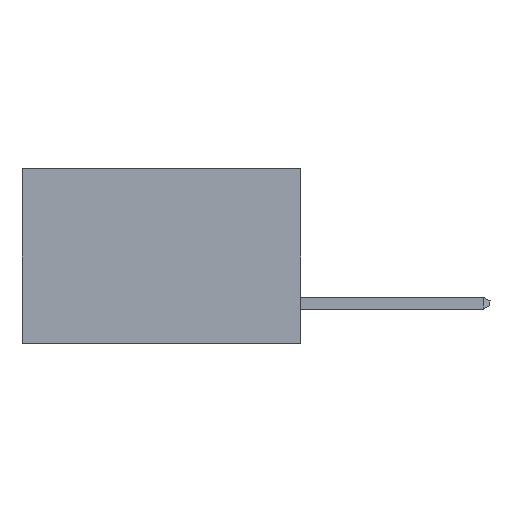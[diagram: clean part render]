
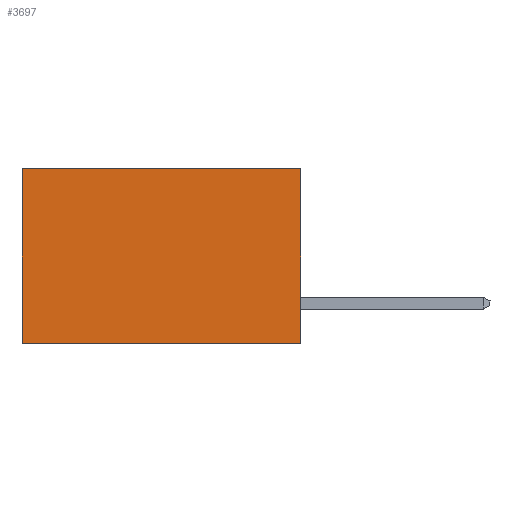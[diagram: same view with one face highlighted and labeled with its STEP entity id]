
A CAD part, left-side view. The second image highlights one B-rep face of the part: STEP entity #3697.
In plain terms, the highlighted planar face has unit normal (-1, 0, 0).
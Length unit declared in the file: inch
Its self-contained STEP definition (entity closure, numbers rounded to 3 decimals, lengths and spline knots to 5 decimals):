
#307 = CARTESIAN_POINT ( 'NONE',  ( 0.277, 0.59, -0.37 ) ) ;
#414 = EDGE_CURVE ( 'NONE', #2230, #636, #927, .T. ) ;
#472 = DIRECTION ( 'NONE',  ( 0., 1., 0. ) ) ;
#636 = VERTEX_POINT ( 'NONE', #7876 ) ;
#927 = LINE ( 'NONE', #6349, #4600 ) ;
#1192 = CARTESIAN_POINT ( 'NONE',  ( 0.277, 0., -0.37 ) ) ;
#1372 = ORIENTED_EDGE ( 'NONE', *, *, #414, .F. ) ;
#1535 = EDGE_CURVE ( 'NONE', #2230, #6923, #5626, .T. ) ;
#1670 = ORIENTED_EDGE ( 'NONE', *, *, #5726, .T. ) ;
#1738 = VECTOR ( 'NONE', #7508, 39.37008 ) ;
#1753 = FACE_OUTER_BOUND ( 'NONE', #2325, .T. ) ;
#1836 = AXIS2_PLACEMENT_3D ( 'NONE', #7597, #7559, #7536 ) ;
#2230 = VERTEX_POINT ( 'NONE', #6767 ) ;
#2239 = ORIENTED_EDGE ( 'NONE', *, *, #1535, .T. ) ;
#2325 = EDGE_LOOP ( 'NONE', ( #1670, #5353, #1372, #2239 ) ) ;
#3697 = ADVANCED_FACE ( 'NONE', ( #1753 ), #7588, .F. ) ;
#4600 = VECTOR ( 'NONE', #5697, 39.37008 ) ;
#4751 = VECTOR ( 'NONE', #5163, 39.37008 ) ;
#5163 = DIRECTION ( 'NONE',  ( 0., 0., -1. ) ) ;
#5353 = ORIENTED_EDGE ( 'NONE', *, *, #5882, .F. ) ;
#5488 = VECTOR ( 'NONE', #472, 39.37008 ) ;
#5626 = LINE ( 'NONE', #8210, #1738 ) ;
#5644 = VERTEX_POINT ( 'NONE', #307 ) ;
#5697 = DIRECTION ( 'NONE',  ( 0., 0., -1. ) ) ;
#5726 = EDGE_CURVE ( 'NONE', #6923, #5644, #6725, .T. ) ;
#5827 = CARTESIAN_POINT ( 'NONE',  ( 0.277, 0.59, 0. ) ) ;
#5882 = EDGE_CURVE ( 'NONE', #636, #5644, #8719, .T. ) ;
#6349 = CARTESIAN_POINT ( 'NONE',  ( 0.277, 0., -0.37 ) ) ;
#6725 = LINE ( 'NONE', #8397, #4751 ) ;
#6767 = CARTESIAN_POINT ( 'NONE',  ( 0.277, 0., 0. ) ) ;
#6923 = VERTEX_POINT ( 'NONE', #5827 ) ;
#7508 = DIRECTION ( 'NONE',  ( 0., 1., 0. ) ) ;
#7536 = DIRECTION ( 'NONE',  ( 0., 0., -1. ) ) ;
#7559 = DIRECTION ( 'NONE',  ( 1., 0., 0. ) ) ;
#7588 = PLANE ( 'NONE',  #1836 ) ;
#7597 = CARTESIAN_POINT ( 'NONE',  ( 0.277, 0., -0.37 ) ) ;
#7876 = CARTESIAN_POINT ( 'NONE',  ( 0.277, 0., -0.37 ) ) ;
#8210 = CARTESIAN_POINT ( 'NONE',  ( 0.277, 0., 0. ) ) ;
#8397 = CARTESIAN_POINT ( 'NONE',  ( 0.277, 0.59, -0.37 ) ) ;
#8719 = LINE ( 'NONE', #1192, #5488 ) ;
